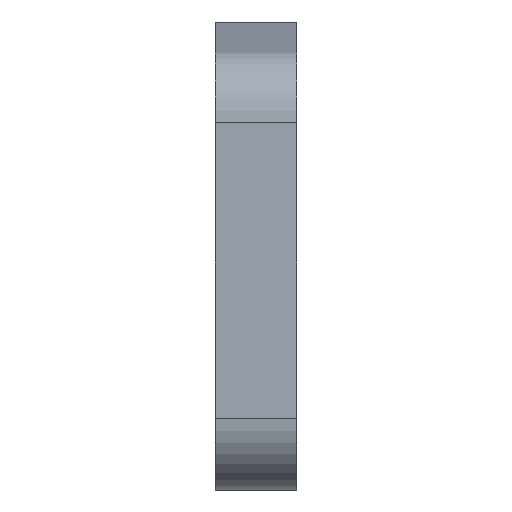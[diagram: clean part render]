
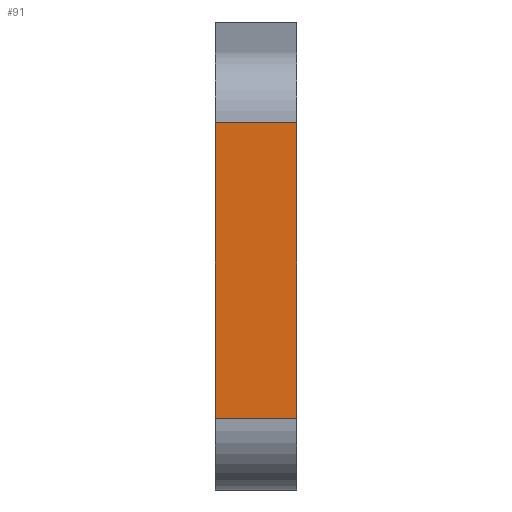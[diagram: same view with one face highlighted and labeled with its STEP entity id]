
A CAD part, left-side view. The second image highlights one B-rep face of the part: STEP entity #91.
In plain terms, the highlighted planar face has unit normal (-1, 0, 0).
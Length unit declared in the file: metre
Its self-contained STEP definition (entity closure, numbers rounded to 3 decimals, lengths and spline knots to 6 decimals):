
#91 = ADVANCED_FACE( '', ( #195 ), #196, .F. );
#195 = FACE_OUTER_BOUND( '', #307, .T. );
#196 = PLANE( '', #308 );
#307 = EDGE_LOOP( '', ( #513, #514, #515, #516 ) );
#308 = AXIS2_PLACEMENT_3D( '', #517, #518, #519 );
#513 = ORIENTED_EDGE( '', *, *, #695, .T. );
#514 = ORIENTED_EDGE( '', *, *, #674, .F. );
#515 = ORIENTED_EDGE( '', *, *, #640, .F. );
#516 = ORIENTED_EDGE( '', *, *, #696, .T. );
#517 = CARTESIAN_POINT( '', ( -0.0175, -0.02, 0.053585 ) );
#518 = DIRECTION( '', ( 1., 0., 0. ) );
#519 = DIRECTION( '', ( 0., 0., -1. ) );
#640 = EDGE_CURVE( '', #769, #733, #771, .T. );
#674 = EDGE_CURVE( '', #733, #820, #822, .T. );
#695 = EDGE_CURVE( '', #849, #820, #850, .T. );
#696 = EDGE_CURVE( '', #769, #849, #851, .T. );
#733 = VERTEX_POINT( '', #895 );
#769 = VERTEX_POINT( '', #940 );
#771 = LINE( '', #942, #943 );
#820 = VERTEX_POINT( '', #1007 );
#822 = LINE( '', #1009, #1010 );
#849 = VERTEX_POINT( '', #1045 );
#850 = LINE( '', #1046, #1047 );
#851 = LINE( '', #1048, #1049 );
#895 = CARTESIAN_POINT( '', ( -0.0175, -0.02, 0. ) );
#940 = CARTESIAN_POINT( '', ( -0.0175, -0.02, 0.072409 ) );
#942 = CARTESIAN_POINT( '', ( -0.0175, -0.02, 0.053585 ) );
#943 = VECTOR( '', #1129, 1. );
#1007 = CARTESIAN_POINT( '', ( -0.0175, 0., 0. ) );
#1009 = CARTESIAN_POINT( '', ( -0.0175, -0.02, 0. ) );
#1010 = VECTOR( '', #1169, 1. );
#1045 = CARTESIAN_POINT( '', ( -0.0175, 0., 0.072409 ) );
#1046 = CARTESIAN_POINT( '', ( -0.0175, 0., 0.053585 ) );
#1047 = VECTOR( '', #1190, 1. );
#1048 = CARTESIAN_POINT( '', ( -0.0175, -0.02, 0.072409 ) );
#1049 = VECTOR( '', #1191, 1. );
#1129 = DIRECTION( '', ( 0., 0., -1. ) );
#1169 = DIRECTION( '', ( 0., 1., 0. ) );
#1190 = DIRECTION( '', ( 0., 0., -1. ) );
#1191 = DIRECTION( '', ( 0., 1., 0. ) );
